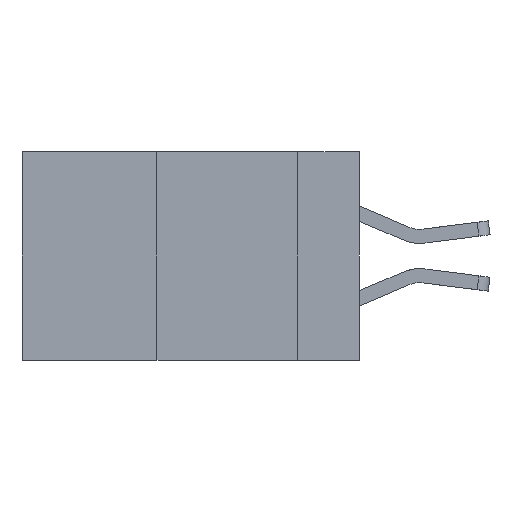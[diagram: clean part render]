
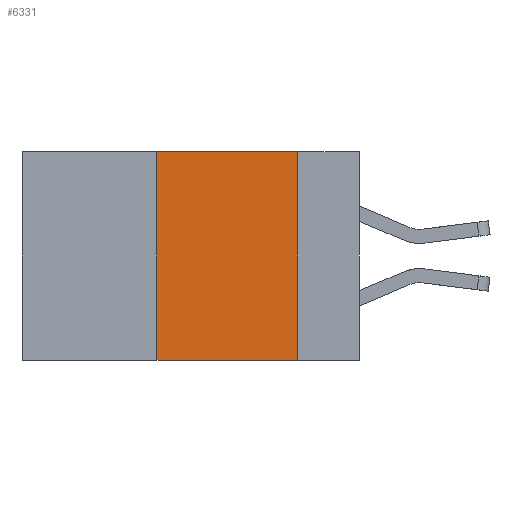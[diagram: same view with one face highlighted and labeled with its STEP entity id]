
A CAD part, left-side view. The second image highlights one B-rep face of the part: STEP entity #6331.
In plain terms, the highlighted planar face has unit normal (-1, 0, 0).
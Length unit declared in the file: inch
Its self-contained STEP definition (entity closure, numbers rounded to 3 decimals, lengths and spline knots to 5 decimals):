
#41 = FACE_OUTER_BOUND ( 'NONE', #341, .T. ) ;
#341 = EDGE_LOOP ( 'NONE', ( #9308, #8113, #8356, #3164 ) ) ;
#863 = VERTEX_POINT ( 'NONE', #4673 ) ;
#1113 = AXIS2_PLACEMENT_3D ( 'NONE', #1795, #1772, #1733 ) ;
#1130 = LINE ( 'NONE', #1142, #3157 ) ;
#1142 = CARTESIAN_POINT ( 'NONE',  ( 0., 0.6, -0.37 ) ) ;
#1151 = DIRECTION ( 'NONE',  ( 0., -1., 0. ) ) ;
#1260 = LINE ( 'NONE', #2385, #4921 ) ;
#1733 = DIRECTION ( 'NONE',  ( 0., 0., -1. ) ) ;
#1772 = DIRECTION ( 'NONE',  ( 1., 0., 0. ) ) ;
#1795 = CARTESIAN_POINT ( 'NONE',  ( 0., 0.6, 0. ) ) ;
#1916 = PLANE ( 'NONE',  #1113 ) ;
#2081 = CARTESIAN_POINT ( 'NONE',  ( 0., 0.36, -0.37 ) ) ;
#2385 = CARTESIAN_POINT ( 'NONE',  ( 0., 0.6, 0. ) ) ;
#2391 = DIRECTION ( 'NONE',  ( 0., -1., 0. ) ) ;
#2494 = CARTESIAN_POINT ( 'NONE',  ( 0., 0.11, -0.37 ) ) ;
#2937 = DIRECTION ( 'NONE',  ( 0., 0., -1. ) ) ;
#3157 = VECTOR ( 'NONE', #1151, 39.37008 ) ;
#3164 = ORIENTED_EDGE ( 'NONE', *, *, #7286, .T. ) ;
#3387 = CARTESIAN_POINT ( 'NONE',  ( 0., 0.11, 0. ) ) ;
#3466 = DIRECTION ( 'NONE',  ( 0., 0., 1. ) ) ;
#3509 = VERTEX_POINT ( 'NONE', #2494 ) ;
#3596 = EDGE_CURVE ( 'NONE', #863, #3509, #7933, .T. ) ;
#3953 = VECTOR ( 'NONE', #2937, 39.37008 ) ;
#4061 = CARTESIAN_POINT ( 'NONE',  ( 0., 0.36, 0. ) ) ;
#4673 = CARTESIAN_POINT ( 'NONE',  ( 0., 0.11, 0. ) ) ;
#4821 = CARTESIAN_POINT ( 'NONE',  ( 0., 0.36, 0. ) ) ;
#4921 = VECTOR ( 'NONE', #2391, 39.37008 ) ;
#5143 = EDGE_CURVE ( 'NONE', #7168, #6853, #5448, .T. ) ;
#5448 = LINE ( 'NONE', #4061, #8762 ) ;
#6331 = ADVANCED_FACE ( 'NONE', ( #41 ), #1916, .F. ) ;
#6853 = VERTEX_POINT ( 'NONE', #4821 ) ;
#7127 = EDGE_CURVE ( 'NONE', #6853, #863, #1260, .T. ) ;
#7168 = VERTEX_POINT ( 'NONE', #2081 ) ;
#7286 = EDGE_CURVE ( 'NONE', #7168, #3509, #1130, .T. ) ;
#7933 = LINE ( 'NONE', #3387, #3953 ) ;
#8113 = ORIENTED_EDGE ( 'NONE', *, *, #7127, .F. ) ;
#8356 = ORIENTED_EDGE ( 'NONE', *, *, #5143, .F. ) ;
#8762 = VECTOR ( 'NONE', #3466, 39.37008 ) ;
#9308 = ORIENTED_EDGE ( 'NONE', *, *, #3596, .F. ) ;
